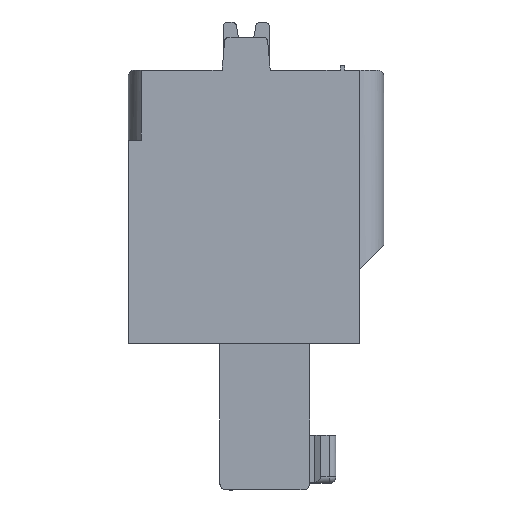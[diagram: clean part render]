
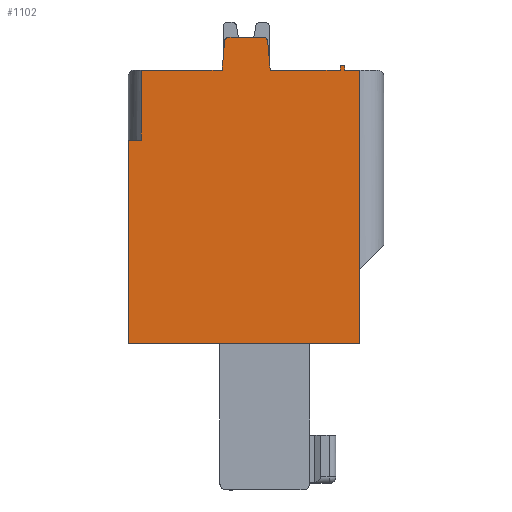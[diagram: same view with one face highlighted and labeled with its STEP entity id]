
A CAD part, left-side view. The second image highlights one B-rep face of the part: STEP entity #1102.
In plain terms, the highlighted planar face has unit normal (-1, 0, 0).
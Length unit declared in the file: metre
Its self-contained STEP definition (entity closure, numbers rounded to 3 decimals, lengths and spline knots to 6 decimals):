
#1102=ADVANCED_FACE('',(#2343),#2344,.F.);
#2343=FACE_OUTER_BOUND('',#3705,.T.);
#2344=PLANE('',#3706);
#3705=EDGE_LOOP('',(#6958,#6959,#6960,#6961,#6962,#6963,#6964,#6965,#6966,#6967,#6968,#6969,#6970,#6971,#6972,#6973));
#3706=AXIS2_PLACEMENT_3D('',#6974,#6975,#6976);
#6958=ORIENTED_EDGE('',*,*,#9113,.F.);
#6959=ORIENTED_EDGE('',*,*,#8089,.F.);
#6960=ORIENTED_EDGE('',*,*,#9326,.F.);
#6961=ORIENTED_EDGE('',*,*,#8365,.F.);
#6962=ORIENTED_EDGE('',*,*,#9219,.F.);
#6963=ORIENTED_EDGE('',*,*,#9327,.F.);
#6964=ORIENTED_EDGE('',*,*,#9328,.F.);
#6965=ORIENTED_EDGE('',*,*,#9329,.F.);
#6966=ORIENTED_EDGE('',*,*,#8141,.F.);
#6967=ORIENTED_EDGE('',*,*,#8806,.T.);
#6968=ORIENTED_EDGE('',*,*,#8552,.F.);
#6969=ORIENTED_EDGE('',*,*,#8300,.T.);
#6970=ORIENTED_EDGE('',*,*,#8475,.F.);
#6971=ORIENTED_EDGE('',*,*,#9330,.F.);
#6972=ORIENTED_EDGE('',*,*,#8372,.F.);
#6973=ORIENTED_EDGE('',*,*,#9331,.F.);
#6974=CARTESIAN_POINT('',(-0.01905,0.005085,0.0013));
#6975=DIRECTION('',(1.0,0.,0.));
#6976=DIRECTION('',(0.,0.,1.0));
#8089=EDGE_CURVE('',#9707,#9702,#9709,.T.);
#8141=EDGE_CURVE('',#9802,#9804,#9805,.T.);
#8300=EDGE_CURVE('',#10077,#10078,#10079,.T.);
#8365=EDGE_CURVE('',#10194,#10196,#10197,.T.);
#8372=EDGE_CURVE('',#10207,#10202,#10209,.T.);
#8475=EDGE_CURVE('',#10373,#10078,#10374,.T.);
#8552=EDGE_CURVE('',#10077,#10494,#10495,.T.);
#8806=EDGE_CURVE('',#9802,#10494,#10879,.T.);
#9113=EDGE_CURVE('',#9702,#11306,#11307,.T.);
#9219=EDGE_CURVE('',#11448,#10194,#11450,.T.);
#9326=EDGE_CURVE('',#10196,#9707,#11576,.T.);
#9327=EDGE_CURVE('',#11577,#11448,#11578,.T.);
#9328=EDGE_CURVE('',#11579,#11577,#11580,.T.);
#9329=EDGE_CURVE('',#9804,#11579,#11581,.T.);
#9330=EDGE_CURVE('',#10202,#10373,#11582,.T.);
#9331=EDGE_CURVE('',#11306,#10207,#11583,.T.);
#9702=VERTEX_POINT('',#12059);
#9707=VERTEX_POINT('',#12066);
#9709=LINE('',#12069,#12070);
#9802=VERTEX_POINT('',#12199);
#9804=VERTEX_POINT('',#12202);
#9805=LINE('',#12203,#12204);
#10077=VERTEX_POINT('',#12592);
#10078=VERTEX_POINT('',#12593);
#10079=CIRCLE('',#12594,0.0002);
#10194=VERTEX_POINT('',#12749);
#10196=VERTEX_POINT('',#12752);
#10197=LINE('',#12753,#12754);
#10202=VERTEX_POINT('',#12760);
#10207=VERTEX_POINT('',#12767);
#10209=LINE('',#12770,#12771);
#10373=VERTEX_POINT('',#13016);
#10374=LINE('',#13017,#13018);
#10494=VERTEX_POINT('',#13199);
#10495=LINE('',#13200,#13201);
#10879=CIRCLE('',#13855,0.0002);
#11306=VERTEX_POINT('',#14615);
#11307=LINE('',#14616,#14617);
#11448=VERTEX_POINT('',#14831);
#11450=LINE('',#14834,#14835);
#11576=LINE('',#15011,#15012);
#11577=VERTEX_POINT('',#15013);
#11578=LINE('',#15014,#15015);
#11579=VERTEX_POINT('',#15016);
#11580=LINE('',#15017,#15018);
#11581=LINE('',#15019,#15020);
#11582=LINE('',#15021,#15022);
#11583=LINE('',#15023,#15024);
#12059=CARTESIAN_POINT('',(-0.01905,0.0097,-0.0125));
#12066=CARTESIAN_POINT('',(-0.01905,-0.0009,-0.0125));
#12069=CARTESIAN_POINT('',(-0.01905,0.0097,-0.0125));
#12070=VECTOR('',#15411,1.0);
#12199=CARTESIAN_POINT('',(-0.01905,0.003315,0.001317));
#12202=CARTESIAN_POINT('',(-0.01905,0.0032,0.0));
#12203=CARTESIAN_POINT('',(-0.01905,0.003419,0.0025));
#12204=VECTOR('',#15470,1.0);
#12592=CARTESIAN_POINT('',(-0.01905,0.005085,0.0015));
#12593=CARTESIAN_POINT('',(-0.01905,0.005285,0.001317));
#12594=AXIS2_PLACEMENT_3D('',#15652,#15653,#15654);
#12749=CARTESIAN_POINT('',(-0.01905,-0.0002,0.0));
#12752=CARTESIAN_POINT('',(-0.01905,-0.0009,0.0));
#12753=CARTESIAN_POINT('',(-0.01905,0.0054,0.0));
#12754=VECTOR('',#15744,1.0);
#12760=CARTESIAN_POINT('',(-0.01905,0.0091,0.0));
#12767=CARTESIAN_POINT('',(-0.01905,0.0091,-0.0032));
#12770=CARTESIAN_POINT('',(-0.01905,0.0091,0.0));
#12771=VECTOR('',#15752,1.0);
#13016=CARTESIAN_POINT('',(-0.01905,0.0054,0.0));
#13017=CARTESIAN_POINT('',(-0.01905,0.0054,0.0));
#13018=VECTOR('',#15873,1.0);
#13199=CARTESIAN_POINT('',(-0.01905,0.003514,0.0015));
#13200=CARTESIAN_POINT('',(-0.01905,0.0054,0.0015));
#13201=VECTOR('',#15954,1.0);
#13855=AXIS2_PLACEMENT_3D('',#16209,#16210,#16211);
#14615=CARTESIAN_POINT('',(-0.01905,0.0097,-0.0032));
#14616=CARTESIAN_POINT('',(-0.01905,0.0097,-0.0032));
#14617=VECTOR('',#16498,1.0);
#14831=CARTESIAN_POINT('',(-0.01905,-0.0002,0.0002));
#14834=CARTESIAN_POINT('',(-0.01905,-0.0002,0.0));
#14835=VECTOR('',#16594,1.0);
#15011=CARTESIAN_POINT('',(-0.01905,-0.0009,-0.0125));
#15012=VECTOR('',#16687,1.0);
#15013=CARTESIAN_POINT('',(-0.01905,0.,0.0002));
#15014=CARTESIAN_POINT('',(-0.01905,-0.0002,0.0002));
#15015=VECTOR('',#16688,1.0);
#15016=CARTESIAN_POINT('',(-0.01905,0.,0.0));
#15017=CARTESIAN_POINT('',(-0.01905,0.,0.0002));
#15018=VECTOR('',#16689,1.0);
#15019=CARTESIAN_POINT('',(-0.01905,0.0054,0.0));
#15020=VECTOR('',#16690,1.0);
#15021=CARTESIAN_POINT('',(-0.01905,0.0054,0.0));
#15022=VECTOR('',#16691,1.0);
#15023=CARTESIAN_POINT('',(-0.01905,0.0091,-0.0032));
#15024=VECTOR('',#16692,1.0);
#15411=DIRECTION('',(0.,1.0,0.));
#15470=DIRECTION('',(0.0,-0.087,-0.996));
#15652=CARTESIAN_POINT('',(-0.01905,0.005085,0.0013));
#15653=DIRECTION('',(-1.0,-0.0,0.0));
#15654=DIRECTION('',(0.0,0.,-1.0));
#15744=DIRECTION('',(0.,-1.0,0.));
#15752=DIRECTION('',(0.,0.,1.0));
#15873=DIRECTION('',(0.0,-0.087,0.996));
#15954=DIRECTION('',(0.0,-1.0,0.));
#16209=CARTESIAN_POINT('',(-0.01905,0.003514,0.0013));
#16210=DIRECTION('',(-1.0,-0.0,0.0));
#16211=DIRECTION('',(0.0,0.,-1.0));
#16498=DIRECTION('',(0.0,0.,1.0));
#16594=DIRECTION('',(0.0,0.,-1.0));
#16687=DIRECTION('',(0.,0.,-1.0));
#16688=DIRECTION('',(0.,-1.0,0.));
#16689=DIRECTION('',(0.0,0.,1.0));
#16690=DIRECTION('',(0.,-1.0,0.));
#16691=DIRECTION('',(0.,-1.0,0.));
#16692=DIRECTION('',(0.,-1.0,0.));
